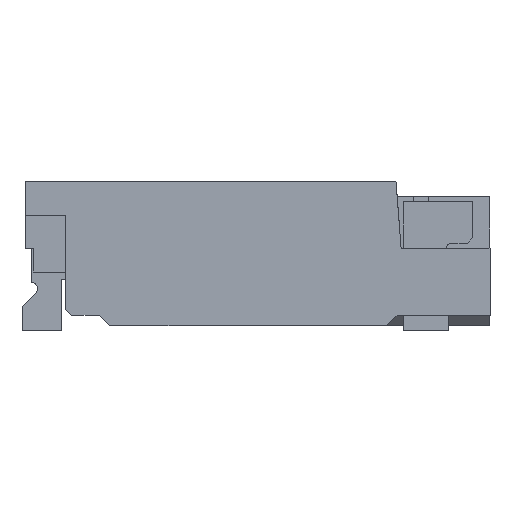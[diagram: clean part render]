
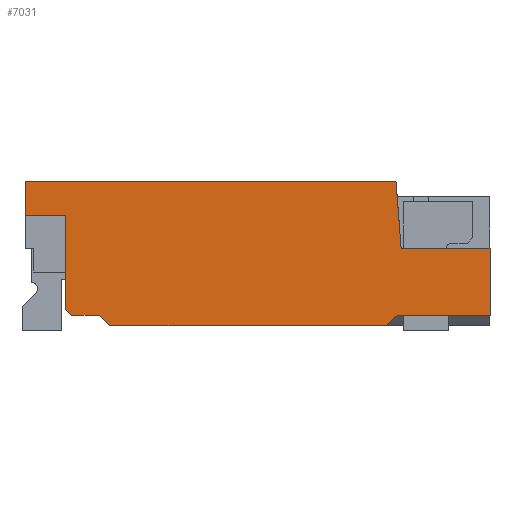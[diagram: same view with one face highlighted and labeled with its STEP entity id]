
A CAD part, left-side view. The second image highlights one B-rep face of the part: STEP entity #7031.
In plain terms, the highlighted planar face has unit normal (-1, 0, 0).
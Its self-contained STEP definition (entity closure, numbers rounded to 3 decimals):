
#4226=CARTESIAN_POINT('',(-3.3,0.16,1.45));
#4227=VERTEX_POINT('',#4226);
#4234=CARTESIAN_POINT('',(-3.3,-3.43,1.45));
#4235=VERTEX_POINT('',#4234);
#4236=CARTESIAN_POINT('',(-3.3,0.16,1.45));
#4237=DIRECTION('',(0.0,-1.0,0.0));
#4238=VECTOR('',#4237,3.59);
#4239=LINE('',#4236,#4238);
#4240=EDGE_CURVE('',#4227,#4235,#4239,.T.);
#4261=CARTESIAN_POINT('',(-3.3,-3.48,0.8));
#4262=VERTEX_POINT('',#4261);
#4263=CARTESIAN_POINT('',(-3.3,-3.43,1.45));
#4264=DIRECTION('',(0.0,-0.077,-0.997));
#4265=VECTOR('',#4264,0.652);
#4266=LINE('',#4263,#4265);
#4267=EDGE_CURVE('',#4235,#4262,#4266,.T.);
#5687=CARTESIAN_POINT('',(-3.3,-4.34,0.8));
#5688=VERTEX_POINT('',#5687);
#5695=CARTESIAN_POINT('',(-3.3,-4.34,0.15));
#5696=VERTEX_POINT('',#5695);
#5697=CARTESIAN_POINT('',(-3.3,-4.34,0.8));
#5698=DIRECTION('',(0.0,0.0,-1.0));
#5699=VECTOR('',#5698,0.65);
#5700=LINE('',#5697,#5699);
#5701=EDGE_CURVE('',#5688,#5696,#5700,.T.);
#5845=CARTESIAN_POINT('',(-3.3,-3.44,0.15));
#5846=VERTEX_POINT('',#5845);
#5853=CARTESIAN_POINT('',(-3.3,-3.34,0.05));
#5854=VERTEX_POINT('',#5853);
#5855=CARTESIAN_POINT('',(-3.3,-3.34,0.05));
#5856=DIRECTION('',(0.0,-0.707,0.707));
#5857=VECTOR('',#5856,0.141);
#5858=LINE('',#5855,#5857);
#5859=EDGE_CURVE('',#5854,#5846,#5858,.T.);
#5910=CARTESIAN_POINT('',(-3.3,-0.66,0.05));
#5911=VERTEX_POINT('',#5910);
#5912=CARTESIAN_POINT('',(-3.3,-0.66,0.05));
#5913=DIRECTION('',(0.0,-1.0,0.0));
#5914=VECTOR('',#5913,2.68);
#5915=LINE('',#5912,#5914);
#5916=EDGE_CURVE('',#5911,#5854,#5915,.T.);
#6541=CARTESIAN_POINT('',(-3.3,-4.34,0.8));
#6542=DIRECTION('',(0.0,1.0,0.0));
#6543=VECTOR('',#6542,0.86);
#6544=LINE('',#6541,#6543);
#6545=EDGE_CURVE('',#5688,#4262,#6544,.T.);
#6966=CARTESIAN_POINT('',(-3.3,0.385,-0.02));
#6967=DIRECTION('',(-1.0,0.0,0.0));
#6968=DIRECTION('',(0.0,-1.0,0.0));
#6969=AXIS2_PLACEMENT_3D('',#6966,#6967,#6968);
#6970=PLANE('',#6969);
#6971=ORIENTED_EDGE('',*,*,#4240,.F.);
#6972=CARTESIAN_POINT('',(-3.3,0.16,1.12));
#6973=VERTEX_POINT('',#6972);
#6974=CARTESIAN_POINT('',(-3.3,0.16,1.45));
#6975=DIRECTION('',(0.0,0.0,-1.0));
#6976=VECTOR('',#6975,0.33);
#6977=LINE('',#6974,#6976);
#6978=EDGE_CURVE('',#4227,#6973,#6977,.T.);
#6979=ORIENTED_EDGE('',*,*,#6978,.T.);
#6980=CARTESIAN_POINT('',(-3.3,-0.23,1.12));
#6981=VERTEX_POINT('',#6980);
#6982=CARTESIAN_POINT('',(-3.3,0.16,1.12));
#6983=DIRECTION('',(0.0,-1.0,0.0));
#6984=VECTOR('',#6983,0.39);
#6985=LINE('',#6982,#6984);
#6986=EDGE_CURVE('',#6973,#6981,#6985,.T.);
#6987=ORIENTED_EDGE('',*,*,#6986,.T.);
#6988=CARTESIAN_POINT('',(-3.3,-0.23,0.21));
#6989=VERTEX_POINT('',#6988);
#6990=CARTESIAN_POINT('',(-3.3,-0.23,1.12));
#6991=DIRECTION('',(0.0,0.0,-1.0));
#6992=VECTOR('',#6991,0.91);
#6993=LINE('',#6990,#6992);
#6994=EDGE_CURVE('',#6981,#6989,#6993,.T.);
#6995=ORIENTED_EDGE('',*,*,#6994,.T.);
#6996=CARTESIAN_POINT('',(-3.3,-0.29,0.15));
#6997=VERTEX_POINT('',#6996);
#6998=CARTESIAN_POINT('',(-3.3,-0.23,0.21));
#6999=DIRECTION('',(0.0,-0.707,-0.707));
#7000=VECTOR('',#6999,0.085);
#7001=LINE('',#6998,#7000);
#7002=EDGE_CURVE('',#6989,#6997,#7001,.T.);
#7003=ORIENTED_EDGE('',*,*,#7002,.T.);
#7004=CARTESIAN_POINT('',(-3.3,-0.56,0.15));
#7005=VERTEX_POINT('',#7004);
#7006=CARTESIAN_POINT('',(-3.3,-0.29,0.15));
#7007=DIRECTION('',(0.0,-1.0,0.0));
#7008=VECTOR('',#7007,0.27);
#7009=LINE('',#7006,#7008);
#7010=EDGE_CURVE('',#6997,#7005,#7009,.T.);
#7011=ORIENTED_EDGE('',*,*,#7010,.T.);
#7012=CARTESIAN_POINT('',(-3.3,-0.56,0.15));
#7013=DIRECTION('',(0.0,-0.707,-0.707));
#7014=VECTOR('',#7013,0.141);
#7015=LINE('',#7012,#7014);
#7016=EDGE_CURVE('',#7005,#5911,#7015,.T.);
#7017=ORIENTED_EDGE('',*,*,#7016,.T.);
#7018=ORIENTED_EDGE('',*,*,#5916,.T.);
#7019=ORIENTED_EDGE('',*,*,#5859,.T.);
#7020=CARTESIAN_POINT('',(-3.3,-4.34,0.15));
#7021=DIRECTION('',(0.0,1.0,0.0));
#7022=VECTOR('',#7021,0.9);
#7023=LINE('',#7020,#7022);
#7024=EDGE_CURVE('',#5696,#5846,#7023,.T.);
#7025=ORIENTED_EDGE('',*,*,#7024,.F.);
#7026=ORIENTED_EDGE('',*,*,#5701,.F.);
#7027=ORIENTED_EDGE('',*,*,#6545,.T.);
#7028=ORIENTED_EDGE('',*,*,#4267,.F.);
#7029=EDGE_LOOP('',(#6971,#6979,#6987,#6995,#7003,#7011,#7017,#7018,#7019,#7025,#7026,#7027,#7028));
#7030=FACE_OUTER_BOUND('',#7029,.T.);
#7031=ADVANCED_FACE('',(#7030),#6970,.T.);
